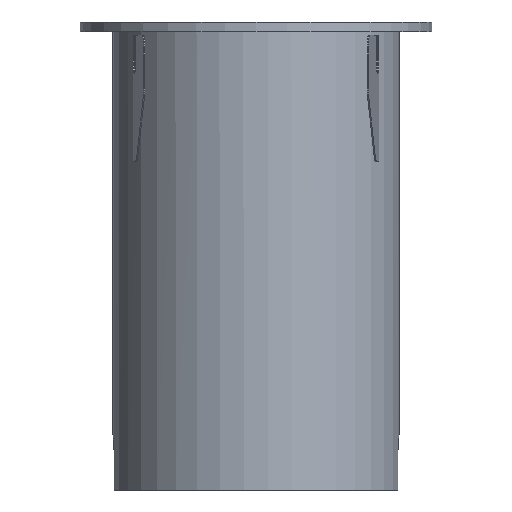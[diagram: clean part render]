
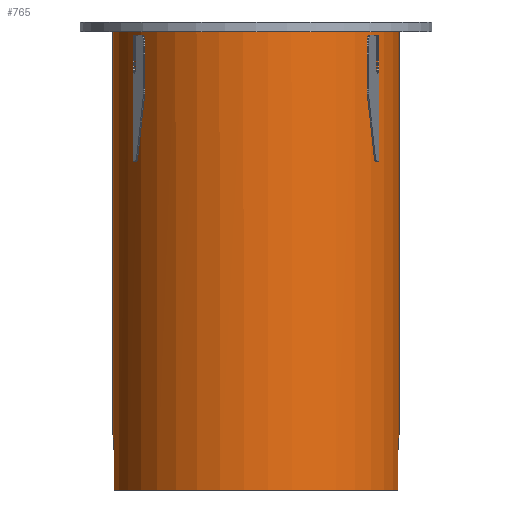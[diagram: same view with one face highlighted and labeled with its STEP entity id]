
A CAD part, left-side view. The second image highlights one B-rep face of the part: STEP entity #765.
In plain terms, the highlighted cylindrical face has radius 37.5 mm (diameter 75 mm), a full revolution.
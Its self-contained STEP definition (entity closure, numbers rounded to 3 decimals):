
#304=B_SPLINE_CURVE_WITH_KNOTS('',3,(#10295,#10296,#10297,#10298,#10299,
#10300,#10301,#10302,#10303,#10304),.UNSPECIFIED.,.F.,.F.,(4,2,2,2,4),(0.,
0.25,0.5,0.75,1.),.UNSPECIFIED.);
#305=B_SPLINE_CURVE_WITH_KNOTS('',3,(#10312,#10313,#10314,#10315,#10316,
#10317,#10318,#10319,#10320,#10321),.UNSPECIFIED.,.F.,.F.,(4,2,2,2,4),(0.,
0.25,0.5,0.75,1.),.UNSPECIFIED.);
#467=CYLINDRICAL_SURFACE('',#6641,37.5);
#765=ADVANCED_FACE('',(#1457,#1458),#467,.T.);
#1457=FACE_BOUND('',#2089,.T.);
#1458=FACE_BOUND('',#2090,.T.);
#2089=EDGE_LOOP('',(#4051));
#2090=EDGE_LOOP('',(#4052,#4053,#4054,#4055,#4056,#4057,#4058,#4059));
#2415=LINE('',#10292,#2759);
#2416=LINE('',#10306,#2760);
#2417=LINE('',#10310,#2761);
#2418=LINE('',#10323,#2762);
#2759=VECTOR('',#8235,1.);
#2760=VECTOR('',#8236,1.);
#2761=VECTOR('',#8239,1.);
#2762=VECTOR('',#8240,1.);
#4051=ORIENTED_EDGE('',*,*,#5497,.F.);
#4052=ORIENTED_EDGE('',*,*,#5498,.F.);
#4053=ORIENTED_EDGE('',*,*,#5499,.F.);
#4054=ORIENTED_EDGE('',*,*,#5500,.F.);
#4055=ORIENTED_EDGE('',*,*,#5501,.T.);
#4056=ORIENTED_EDGE('',*,*,#5502,.F.);
#4057=ORIENTED_EDGE('',*,*,#5503,.F.);
#4058=ORIENTED_EDGE('',*,*,#5504,.F.);
#4059=ORIENTED_EDGE('',*,*,#5505,.T.);
#4803=VERTEX_POINT('',#10291);
#4804=VERTEX_POINT('',#10293);
#4805=VERTEX_POINT('',#10294);
#4806=VERTEX_POINT('',#10305);
#4807=VERTEX_POINT('',#10307);
#4808=VERTEX_POINT('',#10309);
#4809=VERTEX_POINT('',#10311);
#4810=VERTEX_POINT('',#10322);
#4811=VERTEX_POINT('',#10324);
#5497=EDGE_CURVE('',#4803,#4803,#5977,.T.);
#5498=EDGE_CURVE('',#4804,#4805,#2415,.T.);
#5499=EDGE_CURVE('',#4806,#4804,#304,.T.);
#5500=EDGE_CURVE('',#4807,#4806,#2416,.T.);
#5501=EDGE_CURVE('',#4807,#4808,#5978,.T.);
#5502=EDGE_CURVE('',#4809,#4808,#2417,.T.);
#5503=EDGE_CURVE('',#4810,#4809,#305,.T.);
#5504=EDGE_CURVE('',#4811,#4810,#2418,.T.);
#5505=EDGE_CURVE('',#4811,#4805,#5979,.T.);
#5977=CIRCLE('',#6638,37.5);
#5978=CIRCLE('',#6639,37.5);
#5979=CIRCLE('',#6640,37.5);
#6638=AXIS2_PLACEMENT_3D('',#10290,#8233,#8234);
#6639=AXIS2_PLACEMENT_3D('',#10308,#8237,#8238);
#6640=AXIS2_PLACEMENT_3D('',#10325,#8241,#8242);
#6641=AXIS2_PLACEMENT_3D('',#10326,#8243,#8244);
#8233=DIRECTION('',(0.,0.,1.));
#8234=DIRECTION('',(1.,0.,0.));
#8235=DIRECTION('',(0.,0.,-1.));
#8236=DIRECTION('',(0.,0.,1.));
#8237=DIRECTION('',(0.,0.,1.));
#8238=DIRECTION('',(1.,0.,0.));
#8239=DIRECTION('',(0.,0.,-1.));
#8240=DIRECTION('',(0.,0.,1.));
#8241=DIRECTION('',(0.,0.,1.));
#8242=DIRECTION('',(1.,0.,0.));
#8243=DIRECTION('',(0.,0.,-1.));
#8244=DIRECTION('',(-1.,0.,0.));
#10290=CARTESIAN_POINT('',(0.,0.,85.));
#10291=CARTESIAN_POINT('',(37.5,0.,85.));
#10292=CARTESIAN_POINT('',(-5.,-37.165,90.));
#10293=CARTESIAN_POINT('',(-5.,-37.165,-25.));
#10294=CARTESIAN_POINT('',(-5.,-37.165,-35.));
#10295=CARTESIAN_POINT('',(5.,-37.165,-25.));
#10296=CARTESIAN_POINT('',(5.,-37.165,-23.677));
#10297=CARTESIAN_POINT('',(4.457,-37.246,-22.386));
#10298=CARTESIAN_POINT('',(2.614,-37.42,-20.543));
#10299=CARTESIAN_POINT('',(1.309,-37.5,-20.001));
#10300=CARTESIAN_POINT('',(-1.302,-37.5,-19.999));
#10301=CARTESIAN_POINT('',(-2.6,-37.421,-20.53));
#10302=CARTESIAN_POINT('',(-4.466,-37.245,-22.394));
#10303=CARTESIAN_POINT('',(-5.,-37.165,-23.677));
#10304=CARTESIAN_POINT('',(-5.,-37.165,-25.));
#10305=CARTESIAN_POINT('',(5.,-37.165,-25.));
#10306=CARTESIAN_POINT('',(5.,-37.165,90.));
#10307=CARTESIAN_POINT('',(5.,-37.165,-35.));
#10308=CARTESIAN_POINT('',(0.,0.,-35.));
#10309=CARTESIAN_POINT('',(5.,37.165,-35.));
#10310=CARTESIAN_POINT('',(5.,37.165,90.));
#10311=CARTESIAN_POINT('',(5.,37.165,-25.));
#10312=CARTESIAN_POINT('',(-5.,37.165,-25.));
#10313=CARTESIAN_POINT('',(-5.,37.165,-23.677));
#10314=CARTESIAN_POINT('',(-4.457,37.246,-22.386));
#10315=CARTESIAN_POINT('',(-2.614,37.42,-20.543));
#10316=CARTESIAN_POINT('',(-1.309,37.5,-20.001));
#10317=CARTESIAN_POINT('',(1.302,37.5,-19.999));
#10318=CARTESIAN_POINT('',(2.6,37.421,-20.53));
#10319=CARTESIAN_POINT('',(4.466,37.245,-22.394));
#10320=CARTESIAN_POINT('',(5.,37.165,-23.677));
#10321=CARTESIAN_POINT('',(5.,37.165,-25.));
#10322=CARTESIAN_POINT('',(-5.,37.165,-25.));
#10323=CARTESIAN_POINT('',(-5.,37.165,90.));
#10324=CARTESIAN_POINT('',(-5.,37.165,-35.));
#10325=CARTESIAN_POINT('',(0.,0.,-35.));
#10326=CARTESIAN_POINT('',(0.,0.,85.));
